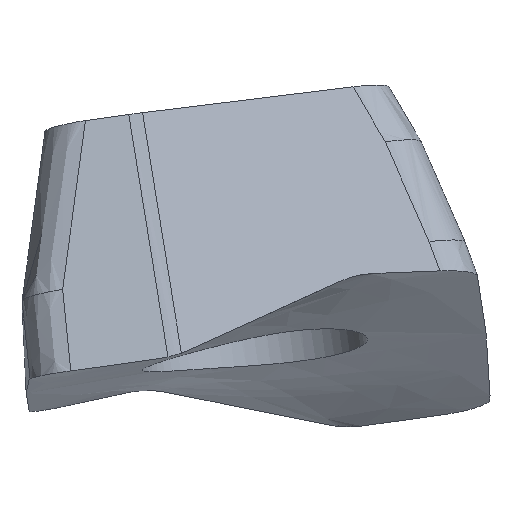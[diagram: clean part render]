
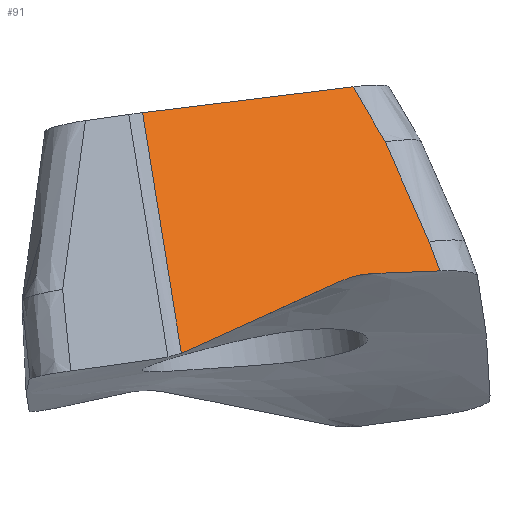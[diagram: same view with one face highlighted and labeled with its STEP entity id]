
A CAD part, top view. The second image highlights one B-rep face of the part: STEP entity #91.
In plain terms, the highlighted planar face has unit normal (0.083, 0.388, 0.918).
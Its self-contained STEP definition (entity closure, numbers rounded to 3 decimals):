
#64=FACE_OUTER_BOUND('',#134,.T.);
#91=ADVANCED_FACE('',(#64),#109,.T.);
#109=PLANE('',#567);
#134=EDGE_LOOP('',(#301,#302,#303,#304,#305,#306,#307,#308,#309,#310));
#171=B_SPLINE_CURVE_WITH_KNOTS('',3,(#768,#769,#770,#771),.UNSPECIFIED.,
 .F.,.F.,(4,4),(0.,1.),.UNSPECIFIED.);
#172=B_SPLINE_CURVE_WITH_KNOTS('',3,(#773,#774,#775,#776),.UNSPECIFIED.,
 .F.,.F.,(4,4),(0.,1.),.UNSPECIFIED.);
#173=B_SPLINE_CURVE_WITH_KNOTS('',3,(#778,#779,#780,#781),.UNSPECIFIED.,
 .F.,.F.,(4,4),(0.,1.),.UNSPECIFIED.);
#174=B_SPLINE_CURVE_WITH_KNOTS('',3,(#783,#784,#785,#786),.UNSPECIFIED.,
 .F.,.F.,(4,4),(0.,1.),.UNSPECIFIED.);
#180=B_SPLINE_CURVE_WITH_KNOTS('',3,(#3366,#3367,#3368,#3369),
 .UNSPECIFIED.,.F.,.F.,(4,4),(0.,1.),.UNSPECIFIED.);
#196=B_SPLINE_CURVE_WITH_KNOTS('',3,(#3581,#3582,#3583,#3584),
 .UNSPECIFIED.,.F.,.F.,(4,4),(0.,1.),.UNSPECIFIED.);
#197=B_SPLINE_CURVE_WITH_KNOTS('',3,(#3586,#3587,#3588,#3589),
 .UNSPECIFIED.,.F.,.F.,(4,4),(0.,1.),.UNSPECIFIED.);
#198=B_SPLINE_CURVE_WITH_KNOTS('',3,(#3591,#3592,#3593,#3594),
 .UNSPECIFIED.,.F.,.F.,(4,4),(0.,1.),.UNSPECIFIED.);
#226=(
BOUNDED_CURVE()
B_SPLINE_CURVE(3,(#3596,#3597,#3598,#3599),.UNSPECIFIED.,.F.,.F.)
B_SPLINE_CURVE_WITH_KNOTS((4,4),(0.,1.),.UNSPECIFIED.)
CURVE()
GEOMETRIC_REPRESENTATION_ITEM()
RATIONAL_B_SPLINE_CURVE((1.,1.,1.,1.))
REPRESENTATION_ITEM('')
);
#301=ORIENTED_EDGE('',*,*,#468,.F.);
#302=ORIENTED_EDGE('',*,*,#501,.T.);
#303=ORIENTED_EDGE('',*,*,#495,.T.);
#304=ORIENTED_EDGE('',*,*,#494,.T.);
#305=ORIENTED_EDGE('',*,*,#493,.T.);
#306=ORIENTED_EDGE('',*,*,#492,.T.);
#307=ORIENTED_EDGE('',*,*,#517,.T.);
#308=ORIENTED_EDGE('',*,*,#518,.T.);
#309=ORIENTED_EDGE('',*,*,#519,.T.);
#310=ORIENTED_EDGE('',*,*,#520,.F.);
#405=VERTEX_POINT('',#632);
#406=VERTEX_POINT('',#634);
#429=VERTEX_POINT('',#767);
#430=VERTEX_POINT('',#772);
#431=VERTEX_POINT('',#777);
#432=VERTEX_POINT('',#782);
#433=VERTEX_POINT('',#787);
#445=VERTEX_POINT('',#3585);
#446=VERTEX_POINT('',#3590);
#447=VERTEX_POINT('',#3595);
#468=EDGE_CURVE('',#405,#406,#549,.T.);
#492=EDGE_CURVE('',#430,#429,#171,.T.);
#493=EDGE_CURVE('',#431,#430,#172,.T.);
#494=EDGE_CURVE('',#432,#431,#173,.T.);
#495=EDGE_CURVE('',#433,#432,#174,.T.);
#501=EDGE_CURVE('',#405,#433,#180,.T.);
#517=EDGE_CURVE('',#429,#445,#196,.T.);
#518=EDGE_CURVE('',#445,#446,#197,.T.);
#519=EDGE_CURVE('',#446,#447,#198,.T.);
#520=EDGE_CURVE('',#406,#447,#226,.T.);
#549=LINE('',#633,#556);
#556=VECTOR('',#579,1.);
#567=AXIS2_PLACEMENT_3D('',#3600,#591,#592);
#579=DIRECTION('',(0.983,0.121,-0.14));
#591=DIRECTION('',(0.083,0.388,0.918));
#592=DIRECTION('',(0.955,0.231,-0.184));
#632=CARTESIAN_POINT('',(4.616,2.848,-25.506));
#633=CARTESIAN_POINT('',(8.936,3.38,-26.119));
#634=CARTESIAN_POINT('',(6.652,3.099,-25.795));
#767=CARTESIAN_POINT('',(7.492,1.317,-25.118));
#768=CARTESIAN_POINT('',(6.845,1.291,-25.049));
#769=CARTESIAN_POINT('',(7.061,1.3,-25.072));
#770=CARTESIAN_POINT('',(7.276,1.308,-25.095));
#771=CARTESIAN_POINT('',(7.492,1.317,-25.118));
#772=CARTESIAN_POINT('',(6.845,1.291,-25.049));
#773=CARTESIAN_POINT('',(6.536,1.218,-24.991));
#774=CARTESIAN_POINT('',(6.633,1.263,-25.018));
#775=CARTESIAN_POINT('',(6.737,1.287,-25.038));
#776=CARTESIAN_POINT('',(6.845,1.291,-25.049));
#777=CARTESIAN_POINT('',(6.536,1.218,-24.991));
#778=CARTESIAN_POINT('',(5.071,0.552,-24.578));
#779=CARTESIAN_POINT('',(5.559,0.774,-24.715));
#780=CARTESIAN_POINT('',(6.047,0.996,-24.853));
#781=CARTESIAN_POINT('',(6.536,1.218,-24.991));
#782=CARTESIAN_POINT('',(5.071,0.552,-24.578));
#783=CARTESIAN_POINT('',(4.992,0.521,-24.557));
#784=CARTESIAN_POINT('',(5.019,0.53,-24.563));
#785=CARTESIAN_POINT('',(5.045,0.541,-24.57));
#786=CARTESIAN_POINT('',(5.071,0.552,-24.578));
#787=CARTESIAN_POINT('',(4.992,0.521,-24.557));
#3366=CARTESIAN_POINT('',(4.616,2.848,-25.506));
#3367=CARTESIAN_POINT('',(4.741,2.072,-25.19));
#3368=CARTESIAN_POINT('',(4.867,1.297,-24.873));
#3369=CARTESIAN_POINT('',(4.992,0.521,-24.557));
#3581=CARTESIAN_POINT('',(7.492,1.317,-25.118));
#3582=CARTESIAN_POINT('',(7.457,1.411,-25.155));
#3583=CARTESIAN_POINT('',(7.423,1.506,-25.192));
#3584=CARTESIAN_POINT('',(7.388,1.6,-25.229));
#3585=CARTESIAN_POINT('',(7.388,1.6,-25.229));
#3586=CARTESIAN_POINT('',(7.388,1.6,-25.229));
#3587=CARTESIAN_POINT('',(7.247,1.923,-25.352));
#3588=CARTESIAN_POINT('',(7.105,2.246,-25.476));
#3589=CARTESIAN_POINT('',(6.964,2.568,-25.599));
#3590=CARTESIAN_POINT('',(6.964,2.568,-25.599));
#3591=CARTESIAN_POINT('',(6.964,2.568,-25.599));
#3592=CARTESIAN_POINT('',(6.946,2.599,-25.611));
#3593=CARTESIAN_POINT('',(6.928,2.63,-25.622));
#3594=CARTESIAN_POINT('',(6.909,2.661,-25.633));
#3595=CARTESIAN_POINT('',(6.909,2.661,-25.633));
#3596=CARTESIAN_POINT('',(6.652,3.099,-25.795));
#3597=CARTESIAN_POINT('',(6.738,2.953,-25.741));
#3598=CARTESIAN_POINT('',(6.824,2.807,-25.687));
#3599=CARTESIAN_POINT('',(6.909,2.661,-25.633));
#3600=CARTESIAN_POINT('',(9.227,1.772,-25.467));
